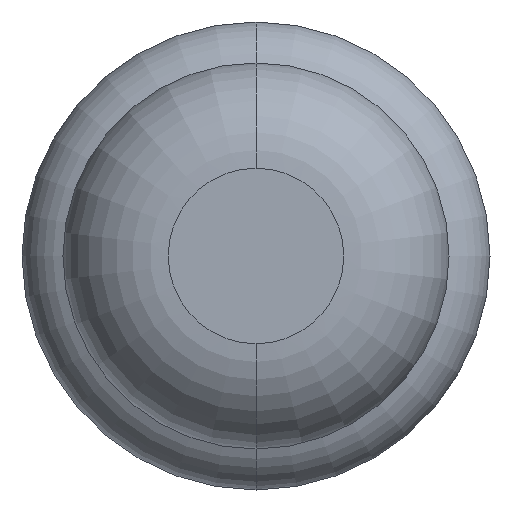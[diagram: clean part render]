
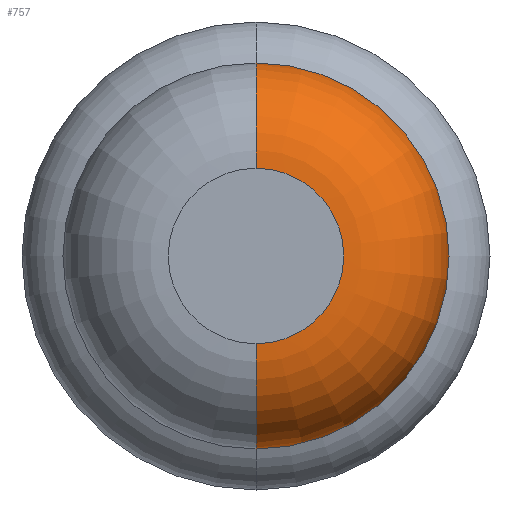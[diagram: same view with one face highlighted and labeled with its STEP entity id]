
A CAD part, front view. The second image highlights one B-rep face of the part: STEP entity #757.
In plain terms, the highlighted toroidal (fillet/blend) face has major radius 0.375 mm and minor radius 0.45 mm.
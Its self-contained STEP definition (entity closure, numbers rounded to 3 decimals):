
#82 = ORIENTED_EDGE ( 'NONE', *, *, #2890, .T. ) ;
#174 = DIRECTION ( 'NONE',  ( 0., 1., 0. ) ) ;
#241 = DIRECTION ( 'NONE',  ( 0., 0., -1. ) ) ;
#250 = CIRCLE ( 'NONE', #3003, 0.825 ) ;
#533 = DIRECTION ( 'NONE',  ( 0., 0., 1. ) ) ;
#617 = EDGE_LOOP ( 'NONE', ( #82, #2901, #2341, #1824 ) ) ;
#757 = ADVANCED_FACE ( 'Defeature ausgef�hrt4_7', ( #4671 ), #3290, .T. ) ;
#787 = EDGE_CURVE ( 'NONE', #3357, #4347, #4554, .T. ) ;
#934 = AXIS2_PLACEMENT_3D ( 'NONE', #1392, #4257, #241 ) ;
#1048 = CARTESIAN_POINT ( 'NONE',  ( 0., -25.55, -0.825 ) ) ;
#1276 = CARTESIAN_POINT ( 'NONE',  ( 0., -25.55, 0. ) ) ;
#1348 = DIRECTION ( 'NONE',  ( -1., 0., 0. ) ) ;
#1392 = CARTESIAN_POINT ( 'NONE',  ( 0., -25.55, -0.375 ) ) ;
#1694 = CARTESIAN_POINT ( 'NONE',  ( 0., -26., -0.375 ) ) ;
#1824 = ORIENTED_EDGE ( 'NONE', *, *, #787, .F. ) ;
#1936 = EDGE_CURVE ( 'NONE', #3329, #3020, #2227, .T. ) ;
#2227 = CIRCLE ( 'NONE', #934, 0.45 ) ;
#2341 = ORIENTED_EDGE ( 'NONE', *, *, #3174, .F. ) ;
#2431 = DIRECTION ( 'NONE',  ( 0., 1., 0. ) ) ;
#2559 = CARTESIAN_POINT ( 'NONE',  ( 0., -26., 0.375 ) ) ;
#2736 = CARTESIAN_POINT ( 'NONE',  ( 0., -25.55, 0.375 ) ) ;
#2836 = CARTESIAN_POINT ( 'NONE',  ( 0., -26., 0. ) ) ;
#2890 = EDGE_CURVE ( 'Defeature ausgef�hrt4_7+Defeature ausgef�hrt4_6+Defeature ausgef�hrt4_6+Defeature ausgef�hrt4_6', #3357, #3329, #3812, .T. ) ;
#2901 = ORIENTED_EDGE ( 'NONE', *, *, #1936, .T. ) ;
#3003 = AXIS2_PLACEMENT_3D ( 'NONE', #4575, #174, #533 ) ;
#3020 = VERTEX_POINT ( 'NONE', #1048 ) ;
#3174 = EDGE_CURVE ( 'Defeature ausgef�hrt4_8+Defeature ausgef�hrt4_7+Defeature ausgef�hrt4_7+Defeature ausgef�hrt4_7', #4347, #3020, #250, .T. ) ;
#3290 = TOROIDAL_SURFACE ( 'NONE', #4101, 0.375, 0.45 ) ;
#3329 = VERTEX_POINT ( 'NONE', #1694 ) ;
#3357 = VERTEX_POINT ( 'NONE', #2559 ) ;
#3812 = CIRCLE ( 'NONE', #3839, 0.375 ) ;
#3823 = DIRECTION ( 'NONE',  ( 0., 0., 1. ) ) ;
#3839 = AXIS2_PLACEMENT_3D ( 'NONE', #2836, #2431, #4294 ) ;
#3854 = DIRECTION ( 'NONE',  ( 0., 1., 0. ) ) ;
#3870 = DIRECTION ( 'NONE',  ( 0., 0., 1. ) ) ;
#4051 = CARTESIAN_POINT ( 'NONE',  ( 0., -25.55, 0.825 ) ) ;
#4101 = AXIS2_PLACEMENT_3D ( 'NONE', #1276, #3854, #3823 ) ;
#4257 = DIRECTION ( 'NONE',  ( 1., 0., 0. ) ) ;
#4294 = DIRECTION ( 'NONE',  ( 0., 0., 1. ) ) ;
#4347 = VERTEX_POINT ( 'NONE', #4051 ) ;
#4548 = AXIS2_PLACEMENT_3D ( 'NONE', #2736, #1348, #3870 ) ;
#4554 = CIRCLE ( 'NONE', #4548, 0.45 ) ;
#4575 = CARTESIAN_POINT ( 'NONE',  ( 0., -25.55, 0. ) ) ;
#4671 = FACE_OUTER_BOUND ( 'NONE', #617, .T. ) ;
